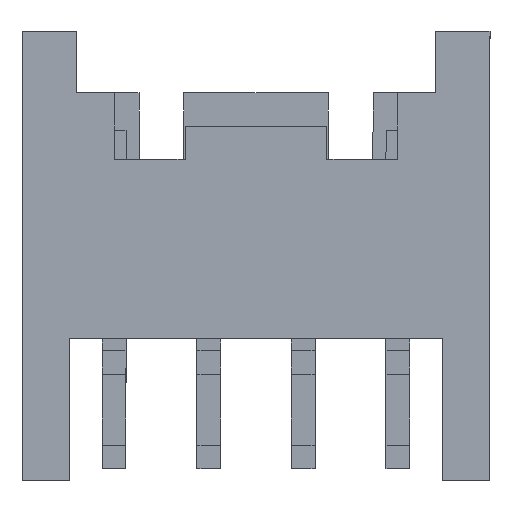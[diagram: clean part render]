
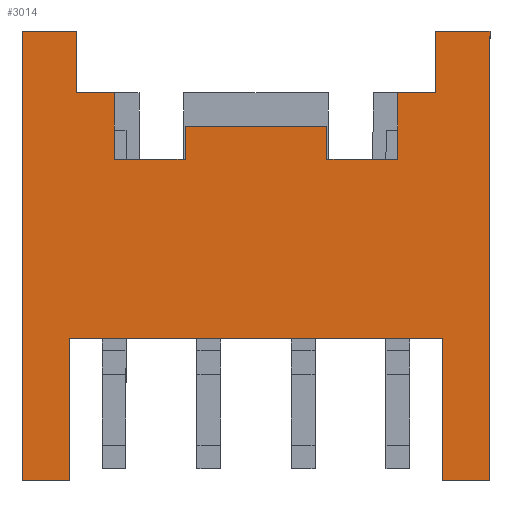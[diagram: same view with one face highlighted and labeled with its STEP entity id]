
A CAD part, front view. The second image highlights one B-rep face of the part: STEP entity #3014.
In plain terms, the highlighted planar face has unit normal (0, -1, 0).
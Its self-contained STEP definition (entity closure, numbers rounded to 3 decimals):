
#123=FACE_OUTER_BOUND('',#297,.T.);
#297=EDGE_LOOP('',(#2364,#2365,#2366,#2367,#2368,#2369,#2370,#2371,#2372,
#2373,#2374,#2375,#2376,#2377,#2378,#2379,#2380,#2381,#2382,#2383));
#559=LINE('',#4367,#967);
#562=LINE('',#4374,#970);
#573=LINE('',#4397,#981);
#575=LINE('',#4402,#983);
#578=LINE('',#4408,#986);
#580=LINE('',#4412,#988);
#582=LINE('',#4416,#990);
#585=LINE('',#4422,#993);
#587=LINE('',#4425,#995);
#589=LINE('',#4429,#997);
#590=LINE('',#4431,#998);
#591=LINE('',#4433,#999);
#592=LINE('',#4435,#1000);
#601=LINE('',#4454,#1009);
#605=LINE('',#4463,#1013);
#610=LINE('',#4473,#1018);
#644=LINE('',#4541,#1052);
#645=LINE('',#4542,#1053);
#646=LINE('',#4544,#1054);
#647=LINE('',#4545,#1055);
#967=VECTOR('',#3570,1000.);
#970=VECTOR('',#3575,1000.);
#981=VECTOR('',#3602,1000.);
#983=VECTOR('',#3606,1000.);
#986=VECTOR('',#3611,1000.);
#988=VECTOR('',#3615,1000.);
#990=VECTOR('',#3619,1000.);
#993=VECTOR('',#3624,1000.);
#995=VECTOR('',#3628,1000.);
#997=VECTOR('',#3632,1000.);
#998=VECTOR('',#3635,1000.);
#999=VECTOR('',#3638,1000.);
#1000=VECTOR('',#3641,1000.);
#1009=VECTOR('',#3662,1000.);
#1013=VECTOR('',#3668,1000.);
#1018=VECTOR('',#3675,1000.);
#1052=VECTOR('',#3711,1000.);
#1053=VECTOR('',#3712,1000.);
#1054=VECTOR('',#3713,1000.);
#1055=VECTOR('',#3714,1000.);
#1318=VERTEX_POINT('',#4363);
#1319=VERTEX_POINT('',#4365);
#1321=VERTEX_POINT('',#4371);
#1322=VERTEX_POINT('',#4373);
#1326=VERTEX_POINT('',#4395);
#1327=VERTEX_POINT('',#4399);
#1328=VERTEX_POINT('',#4401);
#1329=VERTEX_POINT('',#4405);
#1330=VERTEX_POINT('',#4407);
#1331=VERTEX_POINT('',#4411);
#1332=VERTEX_POINT('',#4415);
#1333=VERTEX_POINT('',#4419);
#1334=VERTEX_POINT('',#4421);
#1335=VERTEX_POINT('',#4427);
#1337=VERTEX_POINT('',#4447);
#1343=VERTEX_POINT('',#4461);
#1346=VERTEX_POINT('',#4470);
#1347=VERTEX_POINT('',#4472);
#1380=VERTEX_POINT('',#4540);
#1381=VERTEX_POINT('',#4543);
#1647=EDGE_CURVE('',#1319,#1318,#559,.T.);
#1650=EDGE_CURVE('',#1321,#1322,#562,.T.);
#1661=EDGE_CURVE('',#1326,#1319,#573,.T.);
#1663=EDGE_CURVE('',#1327,#1328,#575,.T.);
#1666=EDGE_CURVE('',#1329,#1330,#578,.T.);
#1668=EDGE_CURVE('',#1330,#1331,#580,.T.);
#1670=EDGE_CURVE('',#1328,#1332,#582,.T.);
#1673=EDGE_CURVE('',#1333,#1334,#585,.T.);
#1675=EDGE_CURVE('',#1334,#1326,#587,.T.);
#1677=EDGE_CURVE('',#1335,#1333,#589,.T.);
#1678=EDGE_CURVE('',#1331,#1335,#590,.T.);
#1679=EDGE_CURVE('',#1332,#1329,#591,.T.);
#1680=EDGE_CURVE('',#1322,#1327,#592,.T.);
#1689=EDGE_CURVE('',#1337,#1318,#601,.T.);
#1693=EDGE_CURVE('',#1343,#1321,#605,.T.);
#1698=EDGE_CURVE('',#1347,#1346,#610,.T.);
#1732=EDGE_CURVE('',#1380,#1343,#644,.T.);
#1733=EDGE_CURVE('',#1380,#1347,#645,.T.);
#1734=EDGE_CURVE('',#1381,#1346,#646,.T.);
#1735=EDGE_CURVE('',#1337,#1381,#647,.T.);
#2364=ORIENTED_EDGE('',*,*,#1647,.F.);
#2365=ORIENTED_EDGE('',*,*,#1661,.F.);
#2366=ORIENTED_EDGE('',*,*,#1675,.F.);
#2367=ORIENTED_EDGE('',*,*,#1673,.F.);
#2368=ORIENTED_EDGE('',*,*,#1677,.F.);
#2369=ORIENTED_EDGE('',*,*,#1678,.F.);
#2370=ORIENTED_EDGE('',*,*,#1668,.F.);
#2371=ORIENTED_EDGE('',*,*,#1666,.F.);
#2372=ORIENTED_EDGE('',*,*,#1679,.F.);
#2373=ORIENTED_EDGE('',*,*,#1670,.F.);
#2374=ORIENTED_EDGE('',*,*,#1663,.F.);
#2375=ORIENTED_EDGE('',*,*,#1680,.F.);
#2376=ORIENTED_EDGE('',*,*,#1650,.F.);
#2377=ORIENTED_EDGE('',*,*,#1693,.F.);
#2378=ORIENTED_EDGE('',*,*,#1732,.F.);
#2379=ORIENTED_EDGE('',*,*,#1733,.T.);
#2380=ORIENTED_EDGE('',*,*,#1698,.T.);
#2381=ORIENTED_EDGE('',*,*,#1734,.F.);
#2382=ORIENTED_EDGE('',*,*,#1735,.F.);
#2383=ORIENTED_EDGE('',*,*,#1689,.T.);
#2763=PLANE('',#3182);
#3014=ADVANCED_FACE('',(#123),#2763,.F.);
#3182=AXIS2_PLACEMENT_3D('',#4539,#3709,#3710);
#3570=DIRECTION('',(1.,0.,0.));
#3575=DIRECTION('',(1.,0.,0.));
#3602=DIRECTION('',(0.,0.,1.));
#3606=DIRECTION('',(1.,0.,0.));
#3611=DIRECTION('',(0.,0.,1.));
#3615=DIRECTION('',(1.,0.,0.));
#3619=DIRECTION('',(0.,0.,-1.));
#3624=DIRECTION('',(0.,0.,1.));
#3628=DIRECTION('',(1.,0.,0.));
#3632=DIRECTION('',(1.,0.,0.));
#3635=DIRECTION('',(0.,0.,-1.));
#3638=DIRECTION('',(1.,0.,0.));
#3641=DIRECTION('',(0.,0.,-1.));
#3662=DIRECTION('',(0.,0.,1.));
#3668=DIRECTION('',(0.,0.,1.));
#3675=DIRECTION('',(1.,0.,0.));
#3709=DIRECTION('center_axis',(0.,1.,0.));
#3710=DIRECTION('ref_axis',(0.,0.,
-1.));
#3711=DIRECTION('',(-1.,0.,0.));
#3712=DIRECTION('',(0.,0.,1.));
#3713=DIRECTION('',(0.,0.,1.));
#3714=DIRECTION('',(-1.,0.,0.));
#4363=CARTESIAN_POINT('',(4.95,0.,4.75));
#4365=CARTESIAN_POINT('',(3.8,0.,4.75));
#4367=CARTESIAN_POINT('',(-4.95,0.,4.75));
#4371=CARTESIAN_POINT('',(-4.95,0.,4.75));
#4373=CARTESIAN_POINT('',(-3.8,0.,4.75));
#4374=CARTESIAN_POINT('',(-4.95,0.,4.75));
#4395=CARTESIAN_POINT('',(3.8,0.,3.45));
#4397=CARTESIAN_POINT('',(3.8,0.,4.75));
#4399=CARTESIAN_POINT('',(-3.8,0.,3.45));
#4401=CARTESIAN_POINT('',(-3.,0.,3.45));
#4402=CARTESIAN_POINT('',(-3.8,0.,3.45));
#4405=CARTESIAN_POINT('',(-1.5,0.,2.05));
#4407=CARTESIAN_POINT('',(-1.5,0.,2.75));
#4408=CARTESIAN_POINT('',(-1.5,0.,2.75));
#4411=CARTESIAN_POINT('',(1.5,0.,2.75));
#4412=CARTESIAN_POINT('',(-1.5,0.,2.75));
#4415=CARTESIAN_POINT('',(-3.,0.,2.05));
#4416=CARTESIAN_POINT('',(-3.,0.,3.45));
#4419=CARTESIAN_POINT('',(3.,0.,2.05));
#4421=CARTESIAN_POINT('',(3.,0.,3.45));
#4422=CARTESIAN_POINT('',(3.,0.,3.45));
#4425=CARTESIAN_POINT('',(3.,0.,3.45));
#4427=CARTESIAN_POINT('',(1.5,0.,2.05));
#4429=CARTESIAN_POINT('',(1.5,0.,2.05));
#4431=CARTESIAN_POINT('',(1.5,0.,2.75));
#4433=CARTESIAN_POINT('',(-3.,0.,2.05));
#4435=CARTESIAN_POINT('',(-3.8,0.,4.75));
#4447=CARTESIAN_POINT('',(4.95,0.,-4.75));
#4454=CARTESIAN_POINT('',(4.95,0.,-1.75));
#4461=CARTESIAN_POINT('',(-4.95,0.,-4.75));
#4463=CARTESIAN_POINT('',(-4.95,0.,-1.75));
#4470=CARTESIAN_POINT('',(3.95,0.,-1.75));
#4472=CARTESIAN_POINT('',(-3.95,0.,-1.75));
#4473=CARTESIAN_POINT('',(-4.95,0.,-1.75));
#4539=CARTESIAN_POINT('Origin',(-4.95,0.,
-1.75));
#4540=CARTESIAN_POINT('',(-3.95,0.,-4.75));
#4541=CARTESIAN_POINT('',(-4.95,0.,-4.75));
#4542=CARTESIAN_POINT('',(-3.95,0.,-4.75));
#4543=CARTESIAN_POINT('',(3.95,0.,-4.75));
#4544=CARTESIAN_POINT('',(3.95,0.,-4.75));
#4545=CARTESIAN_POINT('',(4.95,0.,-4.75));
